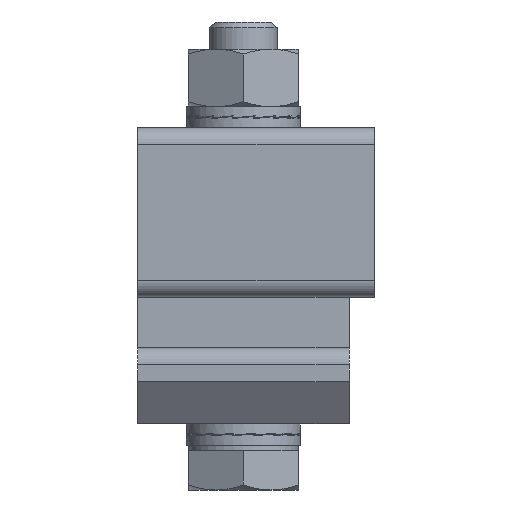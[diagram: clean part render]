
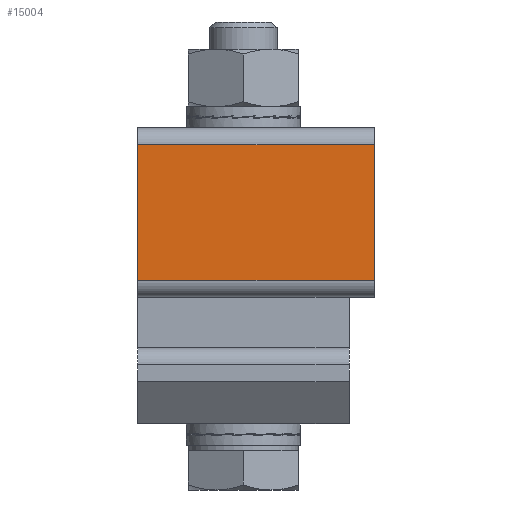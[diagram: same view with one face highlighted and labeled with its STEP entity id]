
A CAD part, left-side view. The second image highlights one B-rep face of the part: STEP entity #15004.
In plain terms, the highlighted planar face has unit normal (-1, 0, 0).
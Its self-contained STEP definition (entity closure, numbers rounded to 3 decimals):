
#385 = CARTESIAN_POINT ( 'NONE',  ( -130., 12.5, 6. ) ) ;
#938 = ORIENTED_EDGE ( 'NONE', *, *, #7263, .F. ) ;
#2202 = CARTESIAN_POINT ( 'NONE',  ( -130., -15.5, 8. ) ) ;
#2889 = VERTEX_POINT ( 'NONE', #12991 ) ;
#2974 = EDGE_CURVE ( 'NONE', #6045, #2889, #18907, .T. ) ;
#4339 = CARTESIAN_POINT ( 'NONE',  ( -130., 12.5, 6. ) ) ;
#4614 = DIRECTION ( 'NONE',  ( 1., 0., 0. ) ) ;
#5241 = VERTEX_POINT ( 'NONE', #8704 ) ;
#5987 = CARTESIAN_POINT ( 'NONE',  ( -130., -15.5, 8. ) ) ;
#6045 = VERTEX_POINT ( 'NONE', #2202 ) ;
#6637 = DIRECTION ( 'NONE',  ( 0., 0., 1. ) ) ;
#6787 = VECTOR ( 'NONE', #6637, 1000. ) ;
#6868 = ORIENTED_EDGE ( 'NONE', *, *, #14390, .T. ) ;
#7095 = CARTESIAN_POINT ( 'NONE',  ( -130., -15.5, 6. ) ) ;
#7263 = EDGE_CURVE ( 'NONE', #12766, #5241, #19420, .T. ) ;
#8626 = CARTESIAN_POINT ( 'NONE',  ( -130., 12.5, 8. ) ) ;
#8669 = DIRECTION ( 'NONE',  ( 0., 0., 1. ) ) ;
#8704 = CARTESIAN_POINT ( 'NONE',  ( -130., 12.5, 24. ) ) ;
#8970 = VECTOR ( 'NONE', #8669, 1000. ) ;
#9881 = EDGE_LOOP ( 'NONE', ( #18538, #17827, #938, #6868 ) ) ;
#10027 = EDGE_CURVE ( 'NONE', #2889, #5241, #13051, .T. ) ;
#11756 = LINE ( 'NONE', #5987, #18031 ) ;
#12766 = VERTEX_POINT ( 'NONE', #8626 ) ;
#12991 = CARTESIAN_POINT ( 'NONE',  ( -130., -15.5, 24. ) ) ;
#13051 = LINE ( 'NONE', #15928, #17401 ) ;
#13736 = DIRECTION ( 'NONE',  ( 0., 0., -1. ) ) ;
#14377 = FACE_OUTER_BOUND ( 'NONE', #9881, .T. ) ;
#14390 = EDGE_CURVE ( 'NONE', #12766, #6045, #11756, .T. ) ;
#15004 = ADVANCED_FACE ( 'NONE', ( #14377 ), #19806, .F. ) ;
#15402 = DIRECTION ( 'NONE',  ( 0., -1., 0. ) ) ;
#15928 = CARTESIAN_POINT ( 'NONE',  ( -130., 12.5, 24. ) ) ;
#16034 = AXIS2_PLACEMENT_3D ( 'NONE', #4339, #4614, #13736 ) ;
#17401 = VECTOR ( 'NONE', #17473, 1000. ) ;
#17473 = DIRECTION ( 'NONE',  ( 0., 1., 0. ) ) ;
#17827 = ORIENTED_EDGE ( 'NONE', *, *, #10027, .T. ) ;
#18031 = VECTOR ( 'NONE', #15402, 1000. ) ;
#18538 = ORIENTED_EDGE ( 'NONE', *, *, #2974, .T. ) ;
#18907 = LINE ( 'NONE', #7095, #8970 ) ;
#19420 = LINE ( 'NONE', #385, #6787 ) ;
#19806 = PLANE ( 'NONE',  #16034 ) ;
